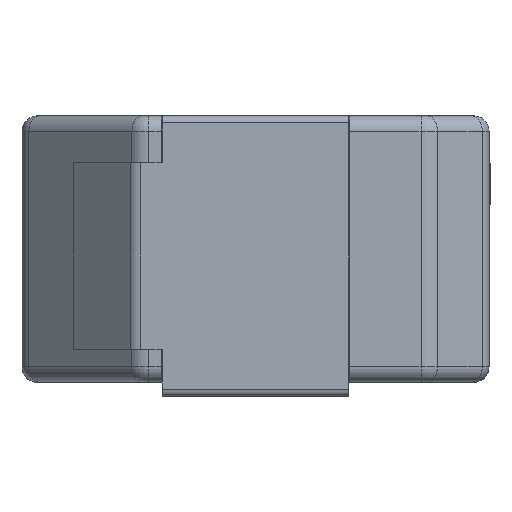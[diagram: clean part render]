
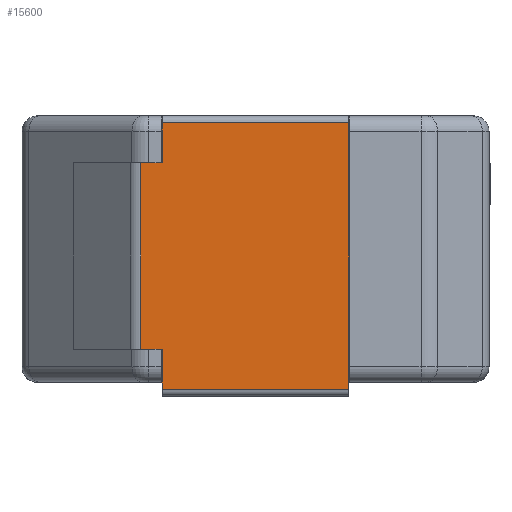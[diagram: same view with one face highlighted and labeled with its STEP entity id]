
A CAD part, left-side view. The second image highlights one B-rep face of the part: STEP entity #15600.
In plain terms, the highlighted planar face has unit normal (-1, 0, 0).
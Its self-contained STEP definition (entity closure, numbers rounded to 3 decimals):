
#274 = VERTEX_POINT ( 'NONE', #3342 ) ;
#444 = VERTEX_POINT ( 'NONE', #16328 ) ;
#489 = PLANE ( 'NONE',  #5523 ) ;
#1833 = VECTOR ( 'NONE', #15691, 1000. ) ;
#2200 = EDGE_CURVE ( 'NONE', #274, #444, #12637, .T. ) ;
#2650 = EDGE_LOOP ( 'NONE', ( #10390, #7816, #11564, #11826, #13067, #13655, #8436, #15631 ) ) ;
#2809 = LINE ( 'NONE', #16130, #7617 ) ;
#2844 = EDGE_CURVE ( 'NONE', #10344, #14934, #4659, .T. ) ;
#3162 = CARTESIAN_POINT ( 'NONE',  ( -2.6, -1., 0.075 ) ) ;
#3261 = CARTESIAN_POINT ( 'NONE',  ( -2.6, 1., 3. ) ) ;
#3342 = CARTESIAN_POINT ( 'NONE',  ( -2.6, 1., 0.5 ) ) ;
#4182 = LINE ( 'NONE', #11593, #10781 ) ;
#4659 = LINE ( 'NONE', #3261, #19408 ) ;
#4661 = VECTOR ( 'NONE', #16632, 1000. ) ;
#5361 = CARTESIAN_POINT ( 'NONE',  ( -2.6, 1.229, 3. ) ) ;
#5523 = AXIS2_PLACEMENT_3D ( 'NONE', #18620, #15478, #15293 ) ;
#5894 = VECTOR ( 'NONE', #15401, 1000. ) ;
#6063 = LINE ( 'NONE', #12192, #4661 ) ;
#6108 = VERTEX_POINT ( 'NONE', #8168 ) ;
#6196 = DIRECTION ( 'NONE',  ( 0., -1., 0. ) ) ;
#6467 = VERTEX_POINT ( 'NONE', #12553 ) ;
#7049 = CARTESIAN_POINT ( 'NONE',  ( -2.6, -1., 2.925 ) ) ;
#7156 = DIRECTION ( 'NONE',  ( 0., 0., -1. ) ) ;
#7617 = VECTOR ( 'NONE', #17908, 1000. ) ;
#7618 = CARTESIAN_POINT ( 'NONE',  ( -2.6, 1., 2.5 ) ) ;
#7816 = ORIENTED_EDGE ( 'NONE', *, *, #17790, .T. ) ;
#8168 = CARTESIAN_POINT ( 'NONE',  ( -2.6, 1.229, 2.5 ) ) ;
#8238 = EDGE_CURVE ( 'NONE', #14934, #6108, #16963, .T. ) ;
#8436 = ORIENTED_EDGE ( 'NONE', *, *, #13848, .T. ) ;
#8467 = EDGE_CURVE ( 'NONE', #444, #16756, #18035, .T. ) ;
#9263 = DIRECTION ( 'NONE',  ( 0., 0., -1. ) ) ;
#10195 = VECTOR ( 'NONE', #14440, 1000. ) ;
#10344 = VERTEX_POINT ( 'NONE', #10771 ) ;
#10390 = ORIENTED_EDGE ( 'NONE', *, *, #8238, .T. ) ;
#10717 = CARTESIAN_POINT ( 'NONE',  ( -2.6, 0., 2.5 ) ) ;
#10771 = CARTESIAN_POINT ( 'NONE',  ( -2.6, 1., 2.925 ) ) ;
#10781 = VECTOR ( 'NONE', #7156, 1000. ) ;
#11564 = ORIENTED_EDGE ( 'NONE', *, *, #11855, .F. ) ;
#11593 = CARTESIAN_POINT ( 'NONE',  ( -2.6, -1., 3. ) ) ;
#11826 = ORIENTED_EDGE ( 'NONE', *, *, #2200, .T. ) ;
#11855 = EDGE_CURVE ( 'NONE', #274, #6467, #6063, .T. ) ;
#12192 = CARTESIAN_POINT ( 'NONE',  ( -2.6, 0., 0.5 ) ) ;
#12553 = CARTESIAN_POINT ( 'NONE',  ( -2.6, 1.229, 0.5 ) ) ;
#12637 = LINE ( 'NONE', #13822, #1833 ) ;
#13067 = ORIENTED_EDGE ( 'NONE', *, *, #8467, .T. ) ;
#13176 = VERTEX_POINT ( 'NONE', #7049 ) ;
#13655 = ORIENTED_EDGE ( 'NONE', *, *, #16889, .F. ) ;
#13822 = CARTESIAN_POINT ( 'NONE',  ( -2.6, 1., 3. ) ) ;
#13848 = EDGE_CURVE ( 'NONE', #13176, #10344, #2809, .T. ) ;
#14300 = VECTOR ( 'NONE', #6196, 1000. ) ;
#14440 = DIRECTION ( 'NONE',  ( 0., 0., -1. ) ) ;
#14934 = VERTEX_POINT ( 'NONE', #7618 ) ;
#15293 = DIRECTION ( 'NONE',  ( 0., 0., 1. ) ) ;
#15401 = DIRECTION ( 'NONE',  ( 0., 1., 0. ) ) ;
#15478 = DIRECTION ( 'NONE',  ( -1., 0., 0. ) ) ;
#15600 = ADVANCED_FACE ( 'NONE', ( #16751 ), #489, .T. ) ;
#15631 = ORIENTED_EDGE ( 'NONE', *, *, #2844, .T. ) ;
#15691 = DIRECTION ( 'NONE',  ( 0., 0., -1. ) ) ;
#16029 = LINE ( 'NONE', #5361, #10195 ) ;
#16130 = CARTESIAN_POINT ( 'NONE',  ( -2.6, 1., 2.925 ) ) ;
#16328 = CARTESIAN_POINT ( 'NONE',  ( -2.6, 1., 0.075 ) ) ;
#16550 = CARTESIAN_POINT ( 'NONE',  ( -2.6, 1., 0.075 ) ) ;
#16632 = DIRECTION ( 'NONE',  ( 0., 1., 0. ) ) ;
#16751 = FACE_OUTER_BOUND ( 'NONE', #2650, .T. ) ;
#16756 = VERTEX_POINT ( 'NONE', #3162 ) ;
#16889 = EDGE_CURVE ( 'NONE', #13176, #16756, #4182, .T. ) ;
#16963 = LINE ( 'NONE', #10717, #5894 ) ;
#17790 = EDGE_CURVE ( 'NONE', #6108, #6467, #16029, .T. ) ;
#17908 = DIRECTION ( 'NONE',  ( 0., 1., 0. ) ) ;
#18035 = LINE ( 'NONE', #16550, #14300 ) ;
#18620 = CARTESIAN_POINT ( 'NONE',  ( -2.6, 1., 3. ) ) ;
#19408 = VECTOR ( 'NONE', #9263, 1000. ) ;
